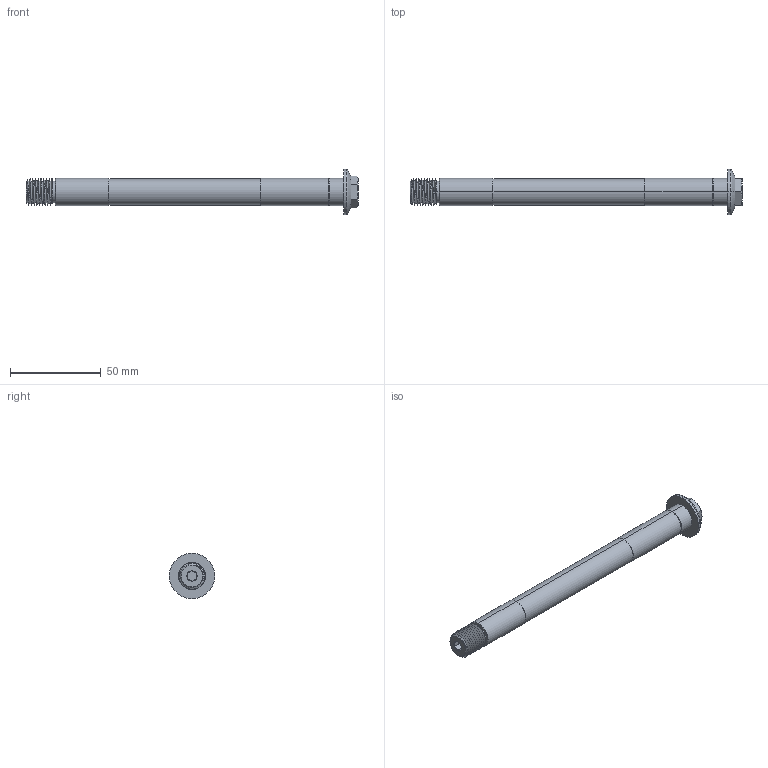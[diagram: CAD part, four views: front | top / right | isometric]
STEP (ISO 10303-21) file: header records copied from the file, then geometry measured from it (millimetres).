
FILE_DESCRIPTION (( 'STEP AP214' ), '1' );
FILE_NAME ('SK4029.STEP', '2025-04-16T18:51:56', ( '' ), ( '' ), 'SwSTEP 2.0', 'SolidWorks 2023', '' );
FILE_SCHEMA (( 'AUTOMOTIVE_DESIGN' ));
Length unit declared in the file: millimetre
Products named in the file (1): SK4029
Bounding box: 182.81 x 25 x 25 mm (x, y, z)
Volume: 31204.8 mm3; surface area: 10393 mm2
Topology: 1 solids, 1 shells, 82 faces, 159 edges, 88 vertices
Faces by surface type: plane 36, cone 26, cylinder 15, bspline 3, torus 2
Entity records: 3384 total; most frequent: CARTESIAN_POINT 1747, DIRECTION 345, ORIENTED_EDGE 318, EDGE_CURVE 159, AXIS2_PLACEMENT_3D 142, EDGE_LOOP 91, VERTEX_POINT 88, FACE_OUTER_BOUND 82
